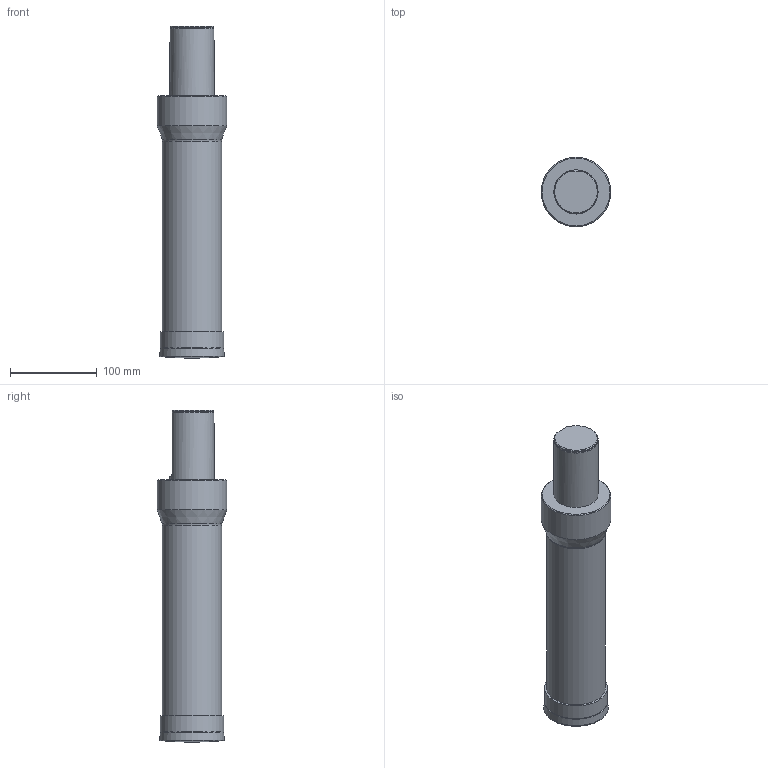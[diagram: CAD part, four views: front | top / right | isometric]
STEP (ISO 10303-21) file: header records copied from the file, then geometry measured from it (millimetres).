
FILE_DESCRIPTION(/* description */ ('3-D model version:1'),/* implementation_level */ '2;1');
FILE_NAME(/* name */ '880-D0740LX50-03',/* time_stamp */ '2015-12-11T09:04:44+01:00',/* author */ ('InteractiveCad'),/* organization */ ('AB Sandvik Coromant'),/* preprocessor_version */ 'ST-DEVELOPER v15',/* originating_system */ 'SIEMENS PLM Software NX 8.5',/* authorisation */ '');
FILE_SCHEMA (('AP203_CONFIGURATION_CONTROLLED_3D_DESIGN_OF_MECHANICAL_PARTS_AND_ASSEMBLIES_MIM_LF { 1 0 10303 403 2 1 2}'));
Length unit declared in the file: millimetre
Products named in the file (1): 880_D0740LX50_03_SIM
Bounding box: 80 x 80 x 382 mm (x, y, z)
Volume: 1370873.9 mm3; surface area: 99322.1 mm2
Topology: 2 solids, 2 shells, 25 faces, 54 edges, 34 vertices
Faces by surface type: cone 9, plane 6, cylinder 6, torus 4
Full cylindrical faces by diameter (mm): 50.792 x1, 68 x1, 72.6 x1, 80 x1
Entity records: 738 total; most frequent: CARTESIAN_POINT 170, DIRECTION 100, ORIENTED_EDGE 72, AXIS2_PLACEMENT_3D 47, EDGE_LOOP 39, EDGE_CURVE 36, FACE_BOUND 32, VERTEX_POINT 31
